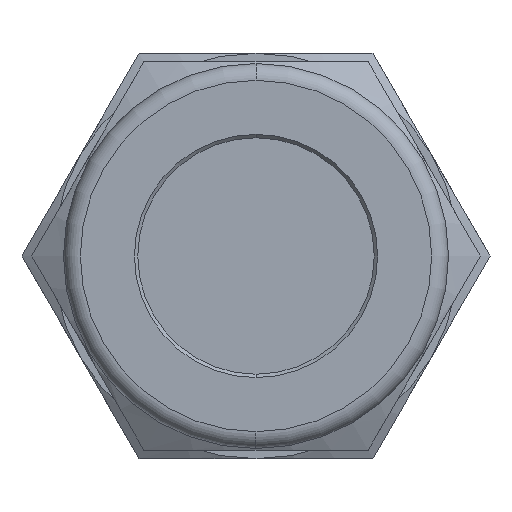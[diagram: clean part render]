
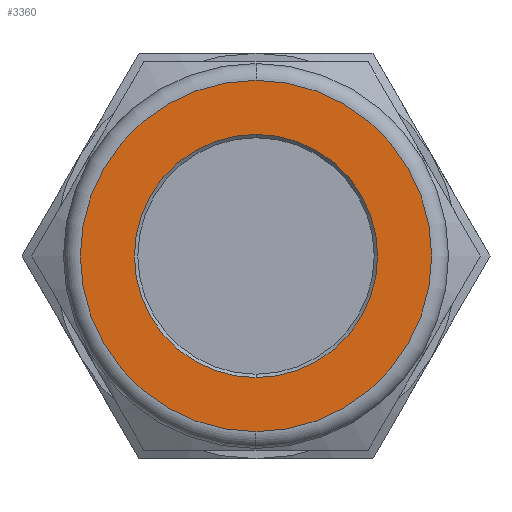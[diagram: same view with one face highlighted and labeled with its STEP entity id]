
A CAD part, front view. The second image highlights one B-rep face of the part: STEP entity #3360.
In plain terms, the highlighted planar face has unit normal (0, -1, 0).
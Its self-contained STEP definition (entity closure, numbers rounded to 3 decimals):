
#117 = CIRCLE ( 'NONE', #2183, 10.4 ) ;
#118 = CIRCLE ( 'NONE', #2184, 7.2 ) ;
#255 = AXIS2_PLACEMENT_3D ( 'NONE', #4681, #4682, #4683 ) ;
#261 = AXIS2_PLACEMENT_3D ( 'NONE', #4711, #4712, #4713 ) ;
#1021 = CIRCLE ( 'NONE', #255, 10.4 ) ;
#1183 = EDGE_CURVE ( 'NONE', #2332, #2331, #117, .T. ) ;
#1184 = EDGE_CURVE ( 'NONE', #2339, #2342, #118, .T. ) ;
#1375 = CARTESIAN_POINT ( 'NONE',  ( 0., -10.5, 0. ) ) ;
#1376 = DIRECTION ( 'NONE',  ( 0., -1., 0. ) ) ;
#1377 = DIRECTION ( 'NONE',  ( 0., 0., 1. ) ) ;
#1380 = CARTESIAN_POINT ( 'NONE',  ( 0., -10.5, 0. ) ) ;
#1381 = DIRECTION ( 'NONE',  ( 0., 1., 0. ) ) ;
#1382 = DIRECTION ( 'NONE',  ( 0., 0., -1. ) ) ;
#1539 = CARTESIAN_POINT ( 'NONE',  ( 0., -10.5, 10.4 ) ) ;
#1540 = CARTESIAN_POINT ( 'NONE',  ( 0., -10.5, -10.4 ) ) ;
#1547 = CARTESIAN_POINT ( 'NONE',  ( 0., -10.5, -7.2 ) ) ;
#1550 = CARTESIAN_POINT ( 'NONE',  ( 0., -10.5, 7.2 ) ) ;
#1622 = FACE_OUTER_BOUND ( 'NONE', #3297, .T. ) ;
#1626 = FACE_BOUND ( 'NONE', #3346, .T. ) ;
#1993 = CIRCLE ( 'NONE', #261, 7.2 ) ;
#2183 = AXIS2_PLACEMENT_3D ( 'NONE', #1375, #1376, #1377 ) ;
#2184 = AXIS2_PLACEMENT_3D ( 'NONE', #1380, #1381, #1382 ) ;
#2234 = AXIS2_PLACEMENT_3D ( 'NONE', #3561, #3562, #3563 ) ;
#2331 = VERTEX_POINT ( 'NONE', #1539 ) ;
#2332 = VERTEX_POINT ( 'NONE', #1540 ) ;
#2339 = VERTEX_POINT ( 'NONE', #1547 ) ;
#2342 = VERTEX_POINT ( 'NONE', #1550 ) ;
#2516 = ORIENTED_EDGE ( 'NONE', *, *, #4219, .T. ) ;
#2517 = ORIENTED_EDGE ( 'NONE', *, *, #1183, .T. ) ;
#2518 = ORIENTED_EDGE ( 'NONE', *, *, #4230, .T. ) ;
#2519 = ORIENTED_EDGE ( 'NONE', *, *, #1184, .T. ) ;
#3297 = EDGE_LOOP ( 'NONE', ( #2516, #2517 ) ) ;
#3346 = EDGE_LOOP ( 'NONE', ( #2518, #2519 ) ) ;
#3360 = ADVANCED_FACE ( 'NONE', ( #1622, #1626 ), #3554, .T. ) ;
#3554 = PLANE ( 'NONE',  #2234 ) ;
#3561 = CARTESIAN_POINT ( 'NONE',  ( -11.4, -10.5, 0. ) ) ;
#3562 = DIRECTION ( 'NONE',  ( 0., -1., 0. ) ) ;
#3563 = DIRECTION ( 'NONE',  ( 0., 0., 1. ) ) ;
#4219 = EDGE_CURVE ( 'NONE', #2331, #2332, #1021, .T. ) ;
#4230 = EDGE_CURVE ( 'NONE', #2342, #2339, #1993, .T. ) ;
#4681 = CARTESIAN_POINT ( 'NONE',  ( 0., -10.5, 0. ) ) ;
#4682 = DIRECTION ( 'NONE',  ( 0., -1., 0. ) ) ;
#4683 = DIRECTION ( 'NONE',  ( 0., 0., 1. ) ) ;
#4711 = CARTESIAN_POINT ( 'NONE',  ( 0., -10.5, 0. ) ) ;
#4712 = DIRECTION ( 'NONE',  ( 0., 1., 0. ) ) ;
#4713 = DIRECTION ( 'NONE',  ( 0., 0., -1. ) ) ;
